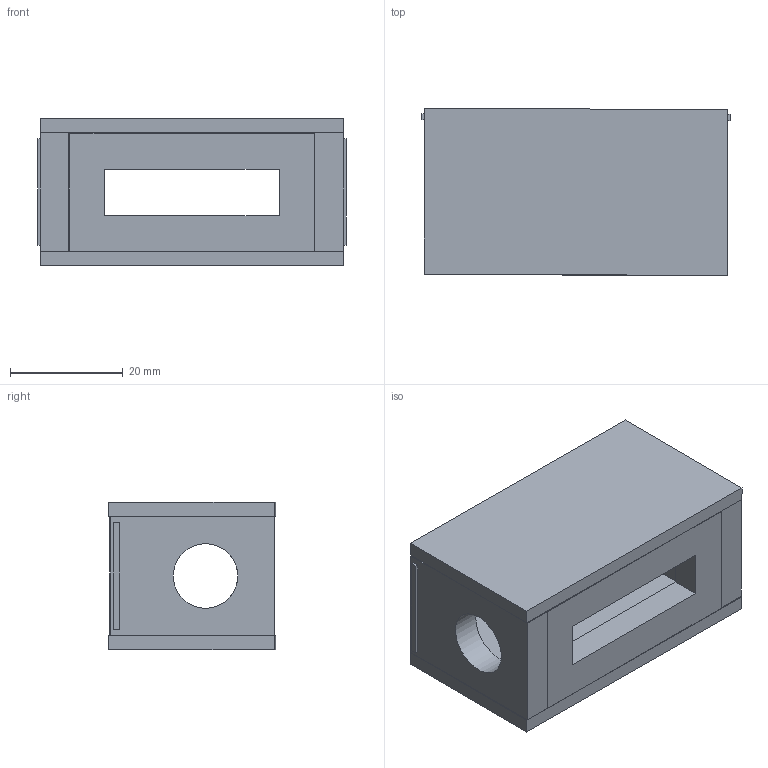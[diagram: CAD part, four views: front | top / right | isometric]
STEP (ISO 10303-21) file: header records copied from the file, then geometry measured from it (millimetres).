
FILE_DESCRIPTION(/* description */ ('STEP AP242','CAx-IF Rec.Pracs.---Representation and Presentation of Product Manufacturing Information (PMI)---4.0---2014-10-13','CAx-IF Rec.Pracs.---3D Tessellated Geometry---0.4---2014-09-14','2;1'),/* implementation_level */ '2;1');
FILE_NAME(/* name */ '681c6a9b3c581249f2193abd',/* time_stamp */ '2025-05-08T08:26:03Z',/* author */ (''),/* organization */ (''),/* preprocessor_version */ 'ST-DEVELOPER v20',/* originating_system */ 'ONSHAPE BY PTC INC, 1.197',/* authorisation */ ' ');
FILE_SCHEMA (('AP242_MANAGED_MODEL_BASED_3D_ENGINEERING_MIM_LF { 1 0 10303 442 1 1 4 }'));
Length unit declared in the file: metre
Products named in the file (4): Assembly 1; Part 1; Part 3; Part 2
Assembly tree (5 placements, depth 2):
  Assembly 1
    Part 1  x2
    Part 3  x2
    Part 2
Bounding box: 54.87 x 29.68 x 26.28 mm (x, y, z)
Volume: 16648 mm3; surface area: 13082.9 mm2
Topology: 5 solids, 5 shells, 56 faces, 126 edges, 84 vertices
Faces by surface type: plane 54, cylinder 2
Full cylindrical faces by diameter (mm): 11.481 x2
Entity records: 1025 total; most frequent: CARTESIAN_POINT 163, DIRECTION 154, ORIENTED_EDGE 148, EDGE_CURVE 74, LINE 72, VECTOR 72, VERTEX_POINT 50, AXIS2_PLACEMENT_3D 41
